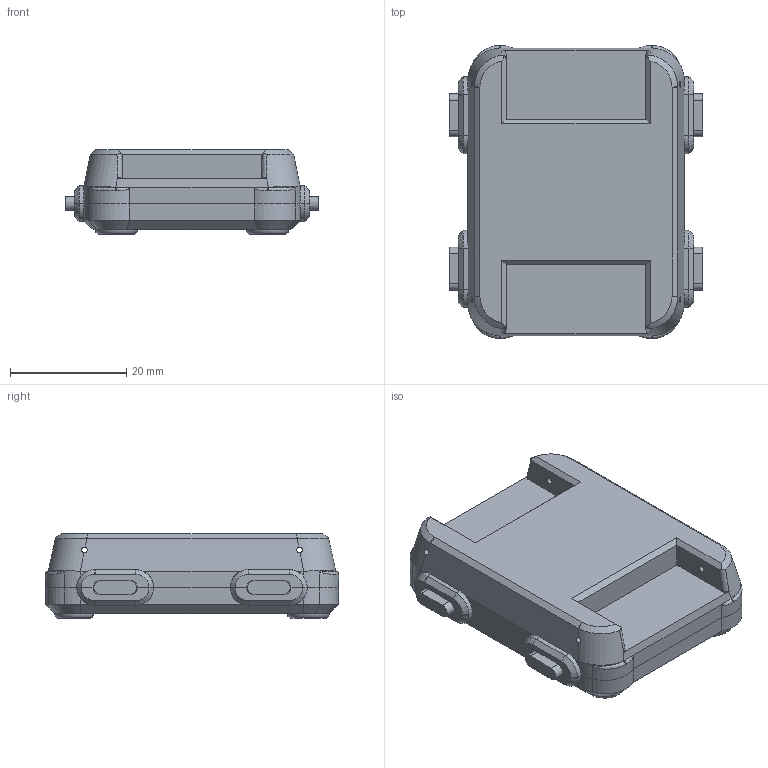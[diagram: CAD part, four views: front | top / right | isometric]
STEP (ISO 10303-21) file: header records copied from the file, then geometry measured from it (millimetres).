
FILE_DESCRIPTION(/* description */ (''),/* implementation_level */ '2;1');
FILE_NAME(/* name */ 'WATCHYCASE_CNC_FINAL v1.step',/* time_stamp */ '2021-03-25T16:25:47+08:00',/* author */ (''),/* organization */ (''),/* preprocessor_version */ 'ST-DEVELOPER v18.1',/* originating_system */ 'Autodesk Translation Framework v9.10.0.1330',/* authorisation */ '');
FILE_SCHEMA (('AUTOMOTIVE_DESIGN { 1 0 10303 214 3 1 1 }'));
Length unit declared in the file: millimetre
Products named in the file (4): WATCHYCASE_CNC_FINAL; top; bottom; button
Assembly tree (6 placements, depth 2):
  WATCHYCASE_CNC_FINAL
    button  x4
    top
    bottom
Bounding box: 43.6 x 50.36 x 14.55 mm (x, y, z)
Volume: 9165 mm3; surface area: 10194.8 mm2
Topology: 6 solids, 6 shells, 415 faces, 1147 edges, 749 vertices
Faces by surface type: plane 213, cylinder 150, cone 24, bspline 24, torus 4
Full cylindrical faces by diameter (mm): 1 x4, 1.623 x8, 4 x2
Entity records: 13219 total; most frequent: CARTESIAN_POINT 3597, ORIENTED_EDGE 2042, DIRECTION 1953, EDGE_CURVE 1021, AXIS2_PLACEMENT_3D 676, VERTEX_POINT 665, LINE 601, VECTOR 601
